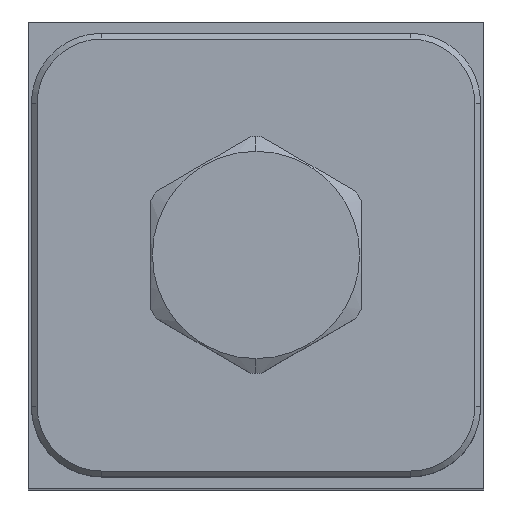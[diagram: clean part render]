
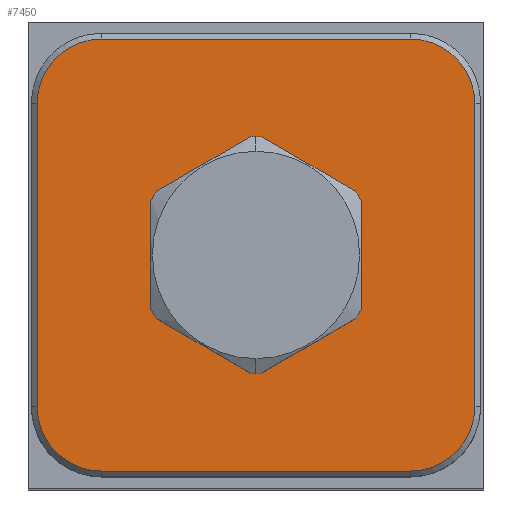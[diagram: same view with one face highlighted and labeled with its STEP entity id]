
A CAD part, top view. The second image highlights one B-rep face of the part: STEP entity #7450.
In plain terms, the highlighted planar face has unit normal (0, 0, 1).
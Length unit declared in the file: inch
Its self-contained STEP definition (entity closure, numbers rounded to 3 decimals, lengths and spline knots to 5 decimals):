
#3961=CARTESIAN_POINT('',(1.219,-1.25,4.406));
#3962=DIRECTION('',(0.,0.,-1.));
#3963=DIRECTION('',(-1.,0.,0.));
#3964=AXIS2_PLACEMENT_3D('',#3961,#3962,#3963);
#3966=CARTESIAN_POINT('',(1.219,-1.25,4.406));
#3967=DIRECTION('',(0.,0.,-1.));
#3968=DIRECTION('',(1.,0.,0.));
#3969=AXIS2_PLACEMENT_3D('',#3966,#3967,#3968);
#3971=CARTESIAN_POINT('',(2.047,-2.062,4.406));
#3972=DIRECTION('',(0.,0.,-1.));
#3973=DIRECTION('',(1.,0.,0.));
#3974=AXIS2_PLACEMENT_3D('',#3971,#3972,#3973);
#3985=DIRECTION('',(0.,-1.,0.));
#3986=VECTOR('',#3985,1.625);
#3987=CARTESIAN_POINT('',(2.391,-0.437,4.406));
#3988=LINE('',#3987,#3986);
#3997=CARTESIAN_POINT('',(2.047,-0.437,4.406));
#3998=DIRECTION('',(0.,0.,-1.));
#3999=DIRECTION('',(0.,1.,0.));
#4000=AXIS2_PLACEMENT_3D('',#3997,#3998,#3999);
#4011=DIRECTION('',(1.,0.,0.));
#4012=VECTOR('',#4011,1.656);
#4013=CARTESIAN_POINT('',(0.391,-0.093,4.406));
#4014=LINE('',#4013,#4012);
#4023=CARTESIAN_POINT('',(0.391,-0.437,4.406));
#4024=DIRECTION('',(0.,0.,-1.));
#4025=DIRECTION('',(-1.,0.,0.));
#4026=AXIS2_PLACEMENT_3D('',#4023,#4024,#4025);
#4037=DIRECTION('',(0.,1.,0.));
#4038=VECTOR('',#4037,1.625);
#4039=CARTESIAN_POINT('',(0.047,-2.062,4.406));
#4040=LINE('',#4039,#4038);
#4045=CARTESIAN_POINT('',(0.391,-2.062,4.406));
#4046=DIRECTION('',(0.,0.,-1.));
#4047=DIRECTION('',(0.,-1.,0.));
#4048=AXIS2_PLACEMENT_3D('',#4045,#4046,#4047);
#4063=DIRECTION('',(-1.,0.,0.));
#4064=VECTOR('',#4063,1.656);
#4065=CARTESIAN_POINT('',(2.047,-2.406,4.406));
#4066=LINE('',#4065,#4064);
#5603=CARTESIAN_POINT('',(0.679,-1.25,4.406));
#5604=CARTESIAN_POINT('',(1.759,-1.25,4.406));
#5605=VERTEX_POINT('',#5603);
#5606=VERTEX_POINT('',#5604);
#5644=CARTESIAN_POINT('',(0.047,-2.062,4.406));
#5645=CARTESIAN_POINT('',(0.047,-0.437,4.406));
#5646=VERTEX_POINT('',#5644);
#5647=VERTEX_POINT('',#5645);
#5652=CARTESIAN_POINT('',(0.391,-0.093,4.406));
#5653=VERTEX_POINT('',#5652);
#5656=CARTESIAN_POINT('',(2.047,-0.093,4.406));
#5657=VERTEX_POINT('',#5656);
#5660=CARTESIAN_POINT('',(2.391,-0.437,4.406));
#5661=VERTEX_POINT('',#5660);
#5664=CARTESIAN_POINT('',(2.391,-2.062,4.406));
#5665=VERTEX_POINT('',#5664);
#5668=CARTESIAN_POINT('',(2.047,-2.406,4.406));
#5669=VERTEX_POINT('',#5668);
#5672=CARTESIAN_POINT('',(0.391,-2.406,4.406));
#5673=VERTEX_POINT('',#5672);
#7422=CARTESIAN_POINT('',(0.,0.,4.406));
#7423=DIRECTION('',(0.,0.,1.));
#7424=DIRECTION('',(1.,0.,0.));
#7425=AXIS2_PLACEMENT_3D('',#7422,#7423,#7424);
#7426=PLANE('',#7425);
#7428=ORIENTED_EDGE('',*,*,#7427,.T.);
#7430=ORIENTED_EDGE('',*,*,#7429,.T.);
#7432=ORIENTED_EDGE('',*,*,#7431,.T.);
#7434=ORIENTED_EDGE('',*,*,#7433,.T.);
#7436=ORIENTED_EDGE('',*,*,#7435,.T.);
#7438=ORIENTED_EDGE('',*,*,#7437,.T.);
#7440=ORIENTED_EDGE('',*,*,#7439,.T.);
#7442=ORIENTED_EDGE('',*,*,#7441,.T.);
#7443=EDGE_LOOP('',(#7428,#7430,#7432,#7434,#7436,#7438,#7440,#7442));
#7444=FACE_OUTER_BOUND('',#7443,.F.);
#7446=ORIENTED_EDGE('',*,*,#7445,.F.);
#7447=ORIENTED_EDGE('',*,*,#7412,.F.);
#7448=EDGE_LOOP('',(#7446,#7447));
#7449=FACE_BOUND('',#7448,.F.);
#7450=ADVANCED_FACE('',(#7444,#7449),#7426,.T.);
#3965=CIRCLE('',#3964,0.54);
#3970=CIRCLE('',#3969,0.54);
#3975=CIRCLE('',#3974,0.344);
#4001=CIRCLE('',#4000,0.344);
#4027=CIRCLE('',#4026,0.344);
#4049=CIRCLE('',#4048,0.344);
#7412=EDGE_CURVE('',#5606,#5605,#3970,.T.);
#7427=EDGE_CURVE('',#5665,#5669,#3975,.T.);
#7429=EDGE_CURVE('',#5669,#5673,#4066,.T.);
#7431=EDGE_CURVE('',#5673,#5646,#4049,.T.);
#7433=EDGE_CURVE('',#5646,#5647,#4040,.T.);
#7435=EDGE_CURVE('',#5647,#5653,#4027,.T.);
#7437=EDGE_CURVE('',#5653,#5657,#4014,.T.);
#7439=EDGE_CURVE('',#5657,#5661,#4001,.T.);
#7441=EDGE_CURVE('',#5661,#5665,#3988,.T.);
#7445=EDGE_CURVE('',#5605,#5606,#3965,.T.);
